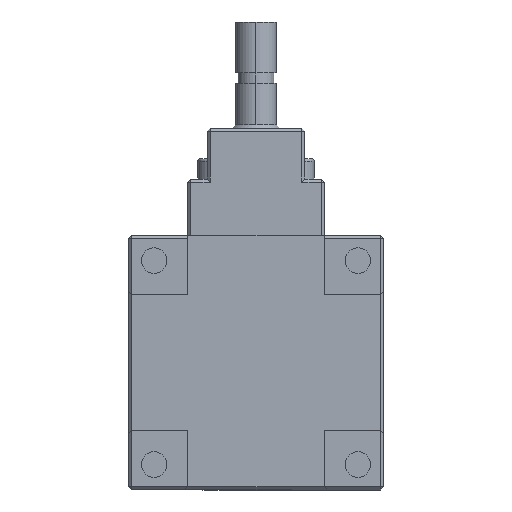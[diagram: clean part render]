
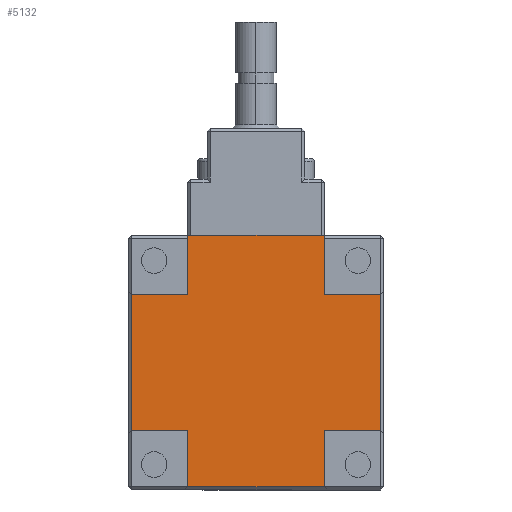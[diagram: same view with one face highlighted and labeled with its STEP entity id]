
A CAD part, front view. The second image highlights one B-rep face of the part: STEP entity #5132.
In plain terms, the highlighted planar face has unit normal (0, -1, 0).
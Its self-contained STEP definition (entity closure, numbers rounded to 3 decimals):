
#13 = VECTOR ( 'NONE', #8404, 1000. ) ;
#66 = CARTESIAN_POINT ( 'NONE',  ( -6.7, 0.3, -12.501 ) ) ;
#372 = VERTEX_POINT ( 'NONE', #6684 ) ;
#385 = EDGE_CURVE ( 'NONE', #4872, #904, #4877, .T. ) ;
#559 = VERTEX_POINT ( 'NONE', #4751 ) ;
#785 = EDGE_CURVE ( 'NONE', #3799, #7409, #6794, .T. ) ;
#904 = VERTEX_POINT ( 'NONE', #3741 ) ;
#1019 = CARTESIAN_POINT ( 'NONE',  ( -12.5, 0.3, 6.7 ) ) ;
#1026 = EDGE_CURVE ( 'NONE', #4872, #2658, #4879, .T. ) ;
#1027 = CARTESIAN_POINT ( 'NONE',  ( 6.7, 0.3, -12.2 ) ) ;
#1118 = CARTESIAN_POINT ( 'NONE',  ( 6.7, 0.3, 6.7 ) ) ;
#1231 = ORIENTED_EDGE ( 'NONE', *, *, #385, .F. ) ;
#1345 = VECTOR ( 'NONE', #5095, 1000. ) ;
#1511 = VERTEX_POINT ( 'NONE', #5807 ) ;
#1564 = VECTOR ( 'NONE', #7193, 1000. ) ;
#1580 = LINE ( 'NONE', #8226, #8164 ) ;
#1685 = FACE_OUTER_BOUND ( 'NONE', #4528, .T. ) ;
#1762 = CARTESIAN_POINT ( 'NONE',  ( -6.7, 0.3, 12.5 ) ) ;
#1844 = LINE ( 'NONE', #3682, #13 ) ;
#1849 = CARTESIAN_POINT ( 'NONE',  ( 6.7, 0.3, 12.5 ) ) ;
#1899 = CARTESIAN_POINT ( 'NONE',  ( -12.2, 0.3, -6.7 ) ) ;
#1969 = LINE ( 'NONE', #3811, #7432 ) ;
#2137 = DIRECTION ( 'NONE',  ( 0., 0., 1. ) ) ;
#2261 = CARTESIAN_POINT ( 'NONE',  ( 6.7, 0.3, -6.7 ) ) ;
#2282 = DIRECTION ( 'NONE',  ( 1., 0., 0. ) ) ;
#2297 = EDGE_CURVE ( 'NONE', #8159, #904, #3606, .T. ) ;
#2307 = EDGE_CURVE ( 'NONE', #8533, #3394, #7019, .T. ) ;
#2434 = CARTESIAN_POINT ( 'NONE',  ( -6.7, 0.3, -12.2 ) ) ;
#2574 = CARTESIAN_POINT ( 'NONE',  ( -12.5, 0.3, -6.7 ) ) ;
#2622 = ORIENTED_EDGE ( 'NONE', *, *, #1026, .T. ) ;
#2658 = VERTEX_POINT ( 'NONE', #1027 ) ;
#2676 = EDGE_CURVE ( 'NONE', #372, #8159, #1969, .T. ) ;
#3033 = CARTESIAN_POINT ( 'NONE',  ( 12.2, 0.3, -6.7 ) ) ;
#3165 = CARTESIAN_POINT ( 'NONE',  ( -12.5, 0.3, 6.7 ) ) ;
#3316 = EDGE_CURVE ( 'NONE', #8533, #1511, #7720, .T. ) ;
#3347 = VERTEX_POINT ( 'NONE', #1762 ) ;
#3394 = VERTEX_POINT ( 'NONE', #1849 ) ;
#3508 = DIRECTION ( 'NONE',  ( 0., 0., 1. ) ) ;
#3513 = EDGE_CURVE ( 'NONE', #559, #3347, #4004, .T. ) ;
#3588 = CARTESIAN_POINT ( 'NONE',  ( -6.7, 0.3, 12.5 ) ) ;
#3606 = LINE ( 'NONE', #2574, #5202 ) ;
#3682 = CARTESIAN_POINT ( 'NONE',  ( 12.2, 0.3, -12.501 ) ) ;
#3741 = CARTESIAN_POINT ( 'NONE',  ( -6.7, 0.3, -6.7 ) ) ;
#3799 = VERTEX_POINT ( 'NONE', #2261 ) ;
#3811 = CARTESIAN_POINT ( 'NONE',  ( -12.2, 0.3, -12.501 ) ) ;
#3869 = DIRECTION ( 'NONE',  ( 1., 0., 0. ) ) ;
#4004 = LINE ( 'NONE', #4026, #7615 ) ;
#4026 = CARTESIAN_POINT ( 'NONE',  ( -6.7, 0.3, -12.501 ) ) ;
#4080 = ORIENTED_EDGE ( 'NONE', *, *, #3316, .F. ) ;
#4159 = VECTOR ( 'NONE', #4290, 1000. ) ;
#4204 = ORIENTED_EDGE ( 'NONE', *, *, #2307, .T. ) ;
#4290 = DIRECTION ( 'NONE',  ( -1., 0., 0. ) ) ;
#4416 = ORIENTED_EDGE ( 'NONE', *, *, #5495, .T. ) ;
#4528 = EDGE_LOOP ( 'NONE', ( #6923, #6734, #4080, #4204, #4416, #4825, #5142, #8503, #8697, #1231, #2622, #5405 ) ) ;
#4751 = CARTESIAN_POINT ( 'NONE',  ( -6.7, 0.3, 6.7 ) ) ;
#4825 = ORIENTED_EDGE ( 'NONE', *, *, #3513, .F. ) ;
#4872 = VERTEX_POINT ( 'NONE', #7976 ) ;
#4877 = LINE ( 'NONE', #7026, #8034 ) ;
#4879 = LINE ( 'NONE', #2434, #8652 ) ;
#5069 = CARTESIAN_POINT ( 'NONE',  ( -12.5, 0.3, -6.7 ) ) ;
#5095 = DIRECTION ( 'NONE',  ( 1., 0., 0. ) ) ;
#5132 = ADVANCED_FACE ( 'NONE', ( #1685 ), #6202, .F. ) ;
#5142 = ORIENTED_EDGE ( 'NONE', *, *, #5768, .F. ) ;
#5202 = VECTOR ( 'NONE', #7375, 1000. ) ;
#5405 = ORIENTED_EDGE ( 'NONE', *, *, #5436, .T. ) ;
#5407 = VECTOR ( 'NONE', #3869, 1000. ) ;
#5415 = AXIS2_PLACEMENT_3D ( 'NONE', #66, #6223, #2137 ) ;
#5436 = EDGE_CURVE ( 'NONE', #2658, #3799, #1580, .T. ) ;
#5495 = EDGE_CURVE ( 'NONE', #3394, #3347, #7750, .T. ) ;
#5768 = EDGE_CURVE ( 'NONE', #372, #559, #7447, .T. ) ;
#5807 = CARTESIAN_POINT ( 'NONE',  ( 12.2, 0.3, 6.7 ) ) ;
#5922 = VECTOR ( 'NONE', #6495, 1000. ) ;
#6202 = PLANE ( 'NONE',  #5415 ) ;
#6223 = DIRECTION ( 'NONE',  ( 0., 1., 0. ) ) ;
#6495 = DIRECTION ( 'NONE',  ( 1., 0., 0. ) ) ;
#6684 = CARTESIAN_POINT ( 'NONE',  ( -12.2, 0.3, 6.7 ) ) ;
#6734 = ORIENTED_EDGE ( 'NONE', *, *, #7920, .T. ) ;
#6752 = DIRECTION ( 'NONE',  ( 0., 0., 1. ) ) ;
#6794 = LINE ( 'NONE', #5069, #1345 ) ;
#6923 = ORIENTED_EDGE ( 'NONE', *, *, #785, .T. ) ;
#7019 = LINE ( 'NONE', #7399, #1564 ) ;
#7026 = CARTESIAN_POINT ( 'NONE',  ( -6.7, 0.3, -12.501 ) ) ;
#7074 = DIRECTION ( 'NONE',  ( 0., 0., 1. ) ) ;
#7193 = DIRECTION ( 'NONE',  ( 0., 0., 1. ) ) ;
#7375 = DIRECTION ( 'NONE',  ( 1., 0., 0. ) ) ;
#7399 = CARTESIAN_POINT ( 'NONE',  ( 6.7, 0.3, -12.501 ) ) ;
#7409 = VERTEX_POINT ( 'NONE', #3033 ) ;
#7432 = VECTOR ( 'NONE', #8518, 1000. ) ;
#7447 = LINE ( 'NONE', #3165, #5407 ) ;
#7615 = VECTOR ( 'NONE', #6752, 1000. ) ;
#7720 = LINE ( 'NONE', #1019, #5922 ) ;
#7750 = LINE ( 'NONE', #3588, #4159 ) ;
#7920 = EDGE_CURVE ( 'NONE', #7409, #1511, #1844, .T. ) ;
#7976 = CARTESIAN_POINT ( 'NONE',  ( -6.7, 0.3, -12.2 ) ) ;
#8034 = VECTOR ( 'NONE', #7074, 1000. ) ;
#8159 = VERTEX_POINT ( 'NONE', #1899 ) ;
#8164 = VECTOR ( 'NONE', #3508, 1000. ) ;
#8226 = CARTESIAN_POINT ( 'NONE',  ( 6.7, 0.3, -12.501 ) ) ;
#8404 = DIRECTION ( 'NONE',  ( 0., 0., 1. ) ) ;
#8503 = ORIENTED_EDGE ( 'NONE', *, *, #2676, .T. ) ;
#8518 = DIRECTION ( 'NONE',  ( 0., 0., -1. ) ) ;
#8533 = VERTEX_POINT ( 'NONE', #1118 ) ;
#8652 = VECTOR ( 'NONE', #2282, 1000. ) ;
#8697 = ORIENTED_EDGE ( 'NONE', *, *, #2297, .T. ) ;
